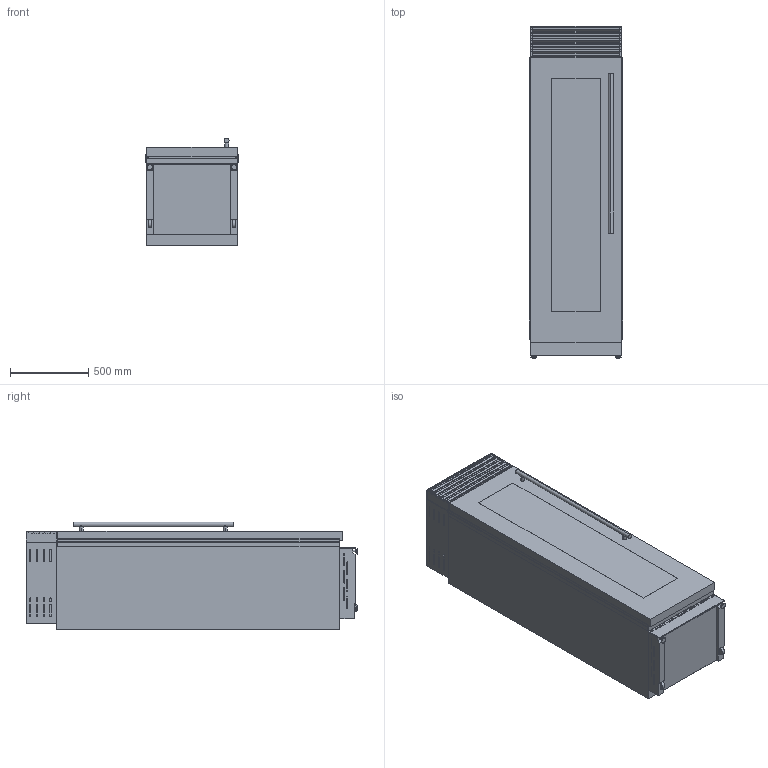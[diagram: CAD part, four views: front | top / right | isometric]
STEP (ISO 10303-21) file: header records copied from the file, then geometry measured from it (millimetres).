
FILE_DESCRIPTION (( 'STEP AP214' ), '1' );
FILE_NAME ('XS_599_0F_W_3.STEP', '2020-12-11T08:58:24', ( '' ), ( '' ), 'SwSTEP 2.0', 'SolidWorks 2017', '' );
FILE_SCHEMA (( 'AUTOMOTIVE_DESIGN' ));
Length unit declared in the file: millimetre
Products named in the file (1): XS_599_0F_W_3
Bounding box: 599 x 2120 x 688 mm (x, y, z)
Volume: 736563890.7 mm3; surface area: 9791526.4 mm2
Topology: 7 solids, 7 shells, 525 faces, 1386 edges, 912 vertices
Faces by surface type: plane 319, cylinder 190, torus 12, cone 4
Entity records: 16564 total; most frequent: CARTESIAN_POINT 3032, DIRECTION 2834, ORIENTED_EDGE 2772, EDGE_CURVE 1386, VECTOR 974, LINE 974, AXIS2_PLACEMENT_3D 930, VERTEX_POINT 912
